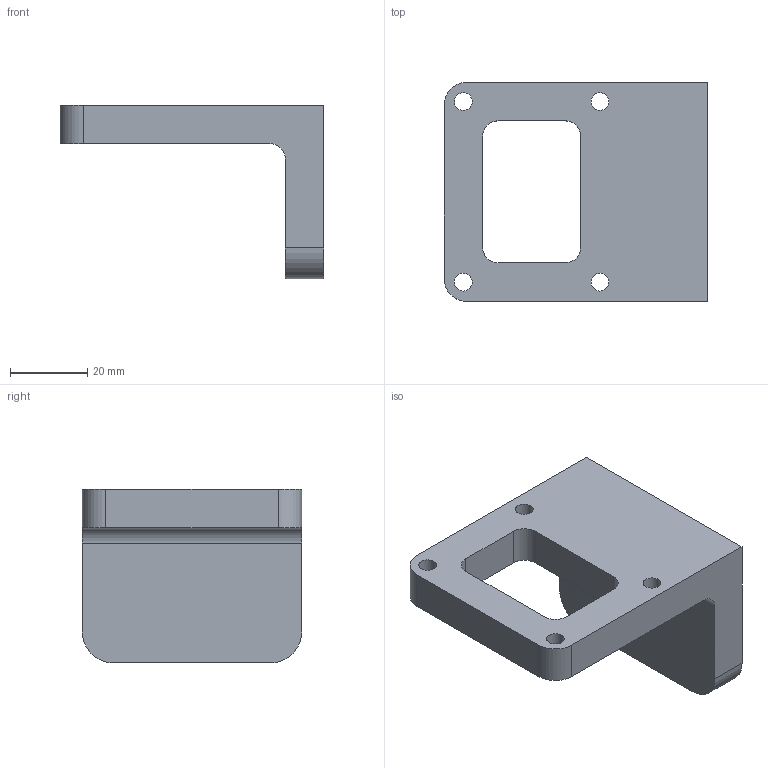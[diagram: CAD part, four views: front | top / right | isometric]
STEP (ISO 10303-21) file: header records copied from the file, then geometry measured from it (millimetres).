
FILE_DESCRIPTION(('FreeCAD Model'),'2;1');
FILE_NAME('Open CASCADE Shape Model','2025-09-09T13:09:59',(''),(''), 'Open CASCADE STEP processor 7.8','FreeCAD','Unknown');
FILE_SCHEMA(('AUTOMOTIVE_DESIGN { 1 0 10303 214 1 1 1 1 }'));
Length unit declared in the file: millimetre
Products named in the file (1): Fillet003
Bounding box: 68.4 x 56.8 x 45 mm (x, y, z)
Volume: 45758.4 mm3; surface area: 16194.5 mm2
Topology: 1 solids, 1 shells, 43 faces, 96 edges, 64 vertices
Faces by surface type: cylinder 22, plane 21
Full cylindrical faces by diameter (mm): 4.6 x4, 6.5 x9
Entity records: 1256 total; most frequent: DIRECTION 228, CARTESIAN_POINT 204, ORIENTED_EDGE 192, EDGE_CURVE 96, AXIS2_PLACEMENT_3D 88, VERTEX_POINT 64, FACE_BOUND 62, EDGE_LOOP 62
